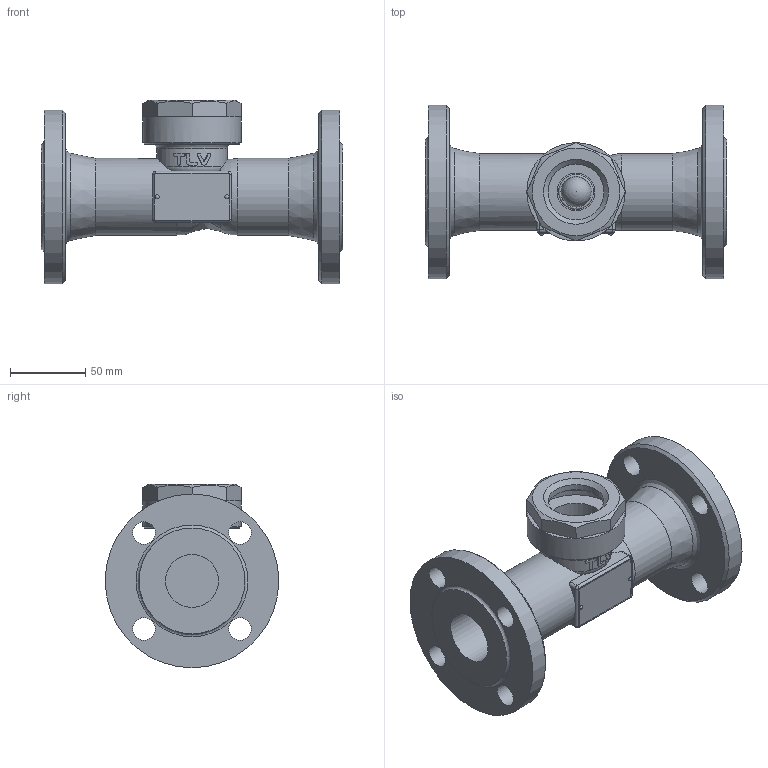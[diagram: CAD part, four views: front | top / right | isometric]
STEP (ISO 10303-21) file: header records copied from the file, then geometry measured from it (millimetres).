
FILE_DESCRIPTION((''),'2;1');
FILE_NAME('t10n0-032-jis05-00.stp','2010-06-16T14:16:05',('nakaot'),(''),'Autodesk Inventor 2008','Autodesk Inventor 2008','');
FILE_SCHEMA(('AUTOMOTIVE_DESIGN { 1 0 10303 214 1 1 1 1 }'));
Length unit declared in the file: millimetre
Products named in the file (1): t10n0-032-jis05-00
Bounding box: 200 x 115 x 121.5 mm (x, y, z)
Volume: 640584.3 mm3; surface area: 103897.7 mm2
Topology: 2 solids, 2 shells, 143 faces, 361 edges, 228 vertices
Faces by surface type: plane 47, bspline 41, cylinder 33, sphere 10, cone 10, torus 2
Full cylindrical faces by diameter (mm): 15 x4, 23 x1, 25 x1, 35 x1, 37 x2, 47 x1, 51 x3, 56 x1, 65 x1, 115 x1
Entity records: 10315 total; most frequent: CARTESIAN_POINT 7355, ORIENTED_EDGE 592, DIRECTION 526, EDGE_CURVE 296, EDGE_LOOP 217, AXIS2_PLACEMENT_3D 215, VERTEX_POINT 214, FACE_OUTER_BOUND 143
